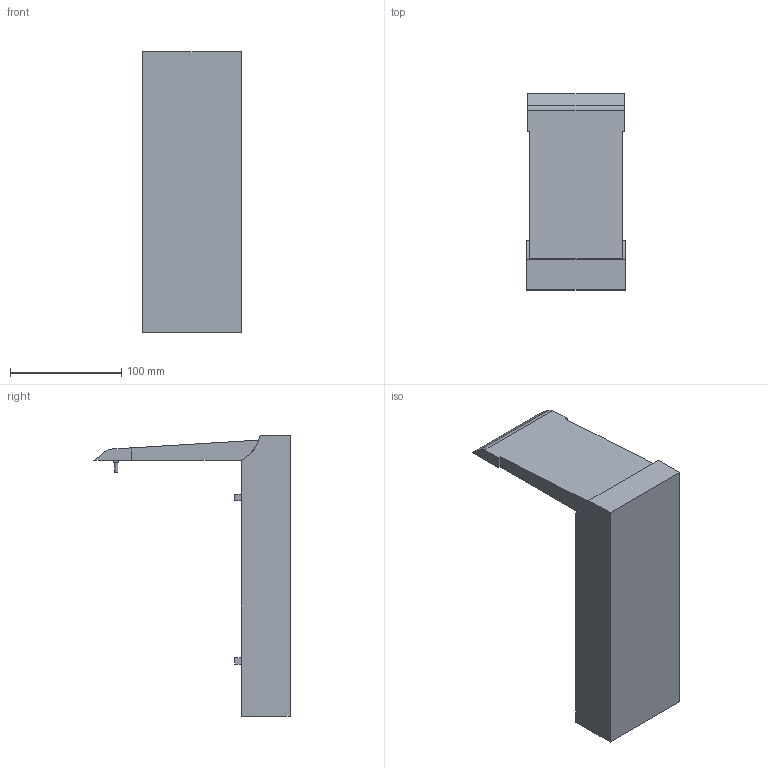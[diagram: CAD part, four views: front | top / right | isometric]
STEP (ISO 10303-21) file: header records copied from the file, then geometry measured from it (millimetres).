
FILE_DESCRIPTION (( 'STEP AP214' ), '1' );
FILE_NAME ('CFW320-KFC-T4.STEP', '2024-09-10T23:47:18', ( '' ), ( '' ), 'SwSTEP 2.0', 'SolidWorks 2021', '' );
FILE_SCHEMA (( 'AUTOMOTIVE_DESIGN' ));
Length unit declared in the file: inch
Products named in the file (1): CFW320-KFC-T4
Bounding box: 88.63 x 176.17 x 252.3 mm (x, y, z)
Volume: 1112381 mm3; surface area: 100537.8 mm2
Topology: 1 solids, 1 shells, 73 faces, 174 edges, 116 vertices
Faces by surface type: plane 63, cylinder 10
Entity records: 2130 total; most frequent: CARTESIAN_POINT 364, ORIENTED_EDGE 348, DIRECTION 344, EDGE_CURVE 174, LINE 152, VECTOR 152, VERTEX_POINT 116, AXIS2_PLACEMENT_3D 96
